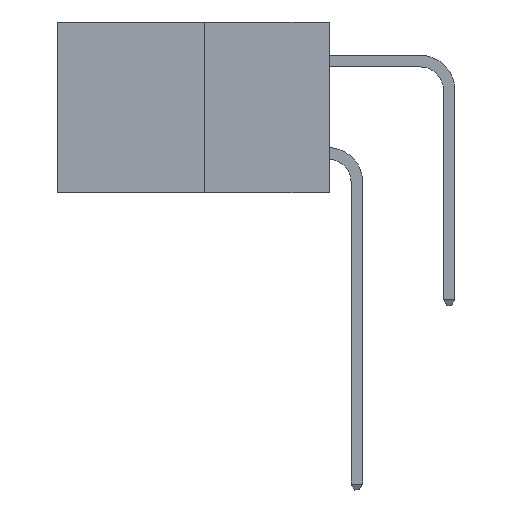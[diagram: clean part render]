
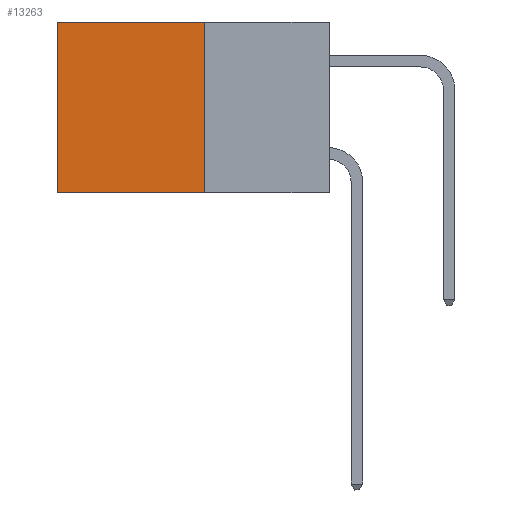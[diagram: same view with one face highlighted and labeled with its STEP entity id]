
A CAD part, left-side view. The second image highlights one B-rep face of the part: STEP entity #13263.
In plain terms, the highlighted planar face has unit normal (-1, 0, 0).
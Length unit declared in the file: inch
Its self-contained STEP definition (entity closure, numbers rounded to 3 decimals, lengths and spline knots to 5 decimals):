
#838 = VERTEX_POINT ( 'NONE', #11845 ) ;
#895 = ORIENTED_EDGE ( 'NONE', *, *, #2701, .T. ) ;
#968 = VERTEX_POINT ( 'NONE', #16463 ) ;
#1143 = ORIENTED_EDGE ( 'NONE', *, *, #5856, .T. ) ;
#2397 = ORIENTED_EDGE ( 'NONE', *, *, #17519, .F. ) ;
#2701 = EDGE_CURVE ( 'NONE', #838, #25778, #15221, .T. ) ;
#2801 = AXIS2_PLACEMENT_3D ( 'NONE', #18071, #13166, #30731 ) ;
#4260 = CARTESIAN_POINT ( 'NONE',  ( 0.277, 0.27, -0.37 ) ) ;
#5267 = VECTOR ( 'NONE', #13036, 39.37008 ) ;
#5856 = EDGE_CURVE ( 'NONE', #25778, #30745, #17777, .T. ) ;
#6376 = DIRECTION ( 'NONE',  ( 0., 1., 0. ) ) ;
#7948 = FACE_OUTER_BOUND ( 'NONE', #9096, .T. ) ;
#8279 = CARTESIAN_POINT ( 'NONE',  ( 0.277, 0.59, 0. ) ) ;
#9096 = EDGE_LOOP ( 'NONE', ( #1143, #2397, #26167, #895 ) ) ;
#10471 = CARTESIAN_POINT ( 'NONE',  ( 0.277, 0.27, 0. ) ) ;
#10550 = LINE ( 'NONE', #4260, #24732 ) ;
#11845 = CARTESIAN_POINT ( 'NONE',  ( 0.277, 0.27, 0. ) ) ;
#12711 = VECTOR ( 'NONE', #15004, 39.37008 ) ;
#13036 = DIRECTION ( 'NONE',  ( 0., 1., 0. ) ) ;
#13166 = DIRECTION ( 'NONE',  ( 1., 0., 0. ) ) ;
#13263 = ADVANCED_FACE ( 'NONE', ( #7948 ), #28221, .F. ) ;
#15004 = DIRECTION ( 'NONE',  ( 0., 0., -1. ) ) ;
#15221 = LINE ( 'NONE', #10471, #20313 ) ;
#15529 = CARTESIAN_POINT ( 'NONE',  ( 0.277, 0.59, -0.37 ) ) ;
#16019 = EDGE_CURVE ( 'NONE', #838, #968, #10550, .T. ) ;
#16463 = CARTESIAN_POINT ( 'NONE',  ( 0.277, 0.27, -0.37 ) ) ;
#17519 = EDGE_CURVE ( 'NONE', #968, #30745, #31322, .T. ) ;
#17777 = LINE ( 'NONE', #15529, #12711 ) ;
#18071 = CARTESIAN_POINT ( 'NONE',  ( 0.277, 0.27, -0.37 ) ) ;
#20313 = VECTOR ( 'NONE', #6376, 39.37008 ) ;
#22038 = DIRECTION ( 'NONE',  ( 0., 0., -1. ) ) ;
#23793 = CARTESIAN_POINT ( 'NONE',  ( 0.277, 0.59, -0.37 ) ) ;
#24732 = VECTOR ( 'NONE', #22038, 39.37008 ) ;
#25778 = VERTEX_POINT ( 'NONE', #8279 ) ;
#26167 = ORIENTED_EDGE ( 'NONE', *, *, #16019, .F. ) ;
#28094 = CARTESIAN_POINT ( 'NONE',  ( 0.277, 0.27, -0.37 ) ) ;
#28221 = PLANE ( 'NONE',  #2801 ) ;
#30731 = DIRECTION ( 'NONE',  ( 0., 0., -1. ) ) ;
#30745 = VERTEX_POINT ( 'NONE', #23793 ) ;
#31322 = LINE ( 'NONE', #28094, #5267 ) ;
